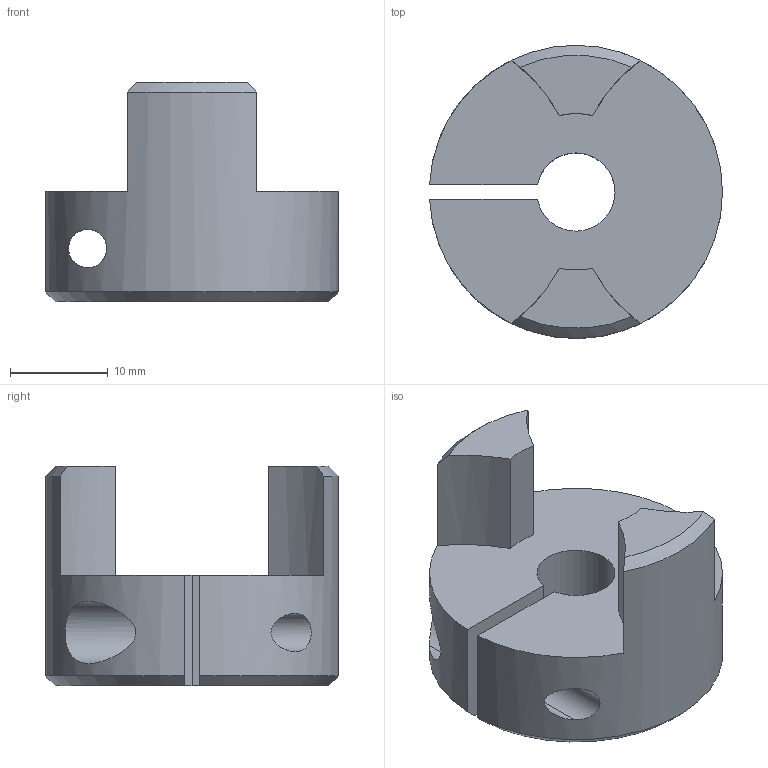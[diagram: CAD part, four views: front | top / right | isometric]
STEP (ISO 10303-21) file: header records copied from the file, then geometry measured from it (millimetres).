
FILE_DESCRIPTION (( 'STEP AP214' ), '1' );
FILE_NAME ('DC-JAC30-08M.STEP', '2015-12-01T19:57:35', ( '' ), ( '' ), 'SwSTEP 2.0', 'SolidWorks 2015', '' );
FILE_SCHEMA (( 'AUTOMOTIVE_DESIGN' ));
Length unit declared in the file: millimetre
Products named in the file (1): DC-JAC30-08M
Bounding box: 29.95 x 29.97 x 22.48 mm (x, y, z)
Volume: 8063.5 mm3; surface area: 3683.3 mm2
Topology: 1 solids, 1 shells, 27 faces, 71 edges, 47 vertices
Faces by surface type: cylinder 16, plane 7, cone 4
Entity records: 1017 total; most frequent: CARTESIAN_POINT 288, DIRECTION 153, ORIENTED_EDGE 142, EDGE_CURVE 71, AXIS2_PLACEMENT_3D 64, VERTEX_POINT 47, CIRCLE 36, EDGE_LOOP 32
